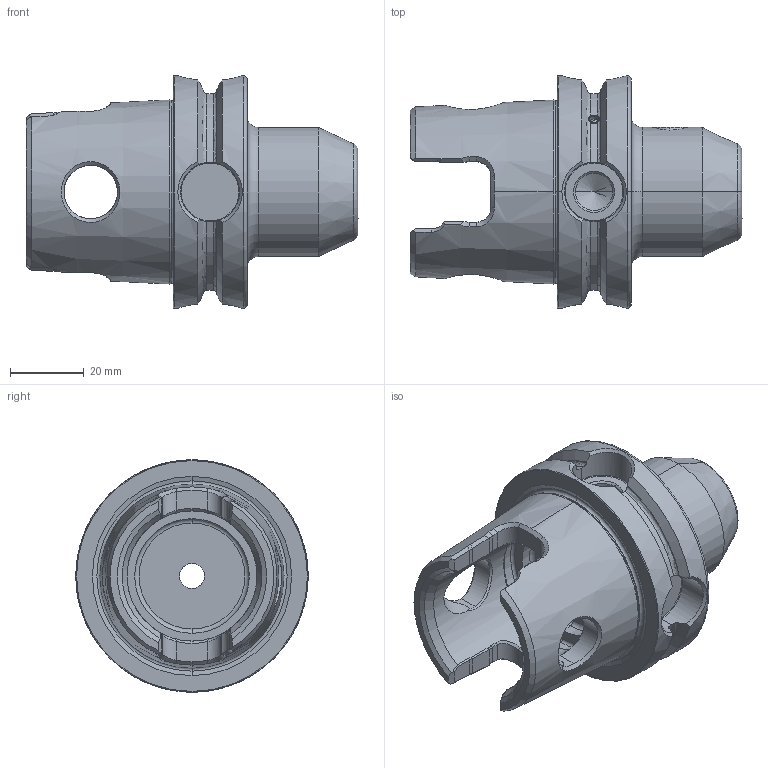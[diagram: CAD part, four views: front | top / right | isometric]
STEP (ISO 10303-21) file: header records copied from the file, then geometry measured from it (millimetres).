
FILE_DESCRIPTION (( 'STEP AP203' ), '1' );
FILE_NAME ('KU6.W10.K21.050.STEP', '2012-03-05T15:58:42', ( 'baer' ), ( 'Hewlett-Packard Company' ), 'SwSTEP 2.0', 'SolidWorks 2011', '' );
FILE_SCHEMA (( 'CONFIG_CONTROL_DESIGN' ));
Length unit declared in the file: millimetre
Products named in the file (5): KU6.W10.K21.050; KVT_MB_600_030; ERU-CJ2.001.006_PreviewCfg; W10-ER1.001.012_PreviewCfg; KU6-W10.K21.050_B
Assembly tree (5 placements, depth 2):
  KU6.W10.K21.050
    W10-ER1.001.012_PreviewCfg
    ERU-CJ2.001.006_PreviewCfg  x2
    KVT_MB_600_030
    KU6-W10.K21.050_B
Bounding box: 89.99 x 62.95 x 62.95 mm (x, y, z)
Volume: 101515.1 mm3; surface area: 27090.5 mm2
Topology: 6 solids, 6 shells, 342 faces, 859 edges, 528 vertices
Faces by surface type: plane 82, cylinder 79, cone 76, bspline 60, torus 43, sphere 2
Entity records: 13987 total; most frequent: CARTESIAN_POINT 6336, ORIENTED_EDGE 1628, DIRECTION 1262, EDGE_CURVE 814, AXIS2_PLACEMENT_3D 519, VERTEX_POINT 505, EDGE_LOOP 349, B_SPLINE_CURVE_WITH_KNOTS 334
